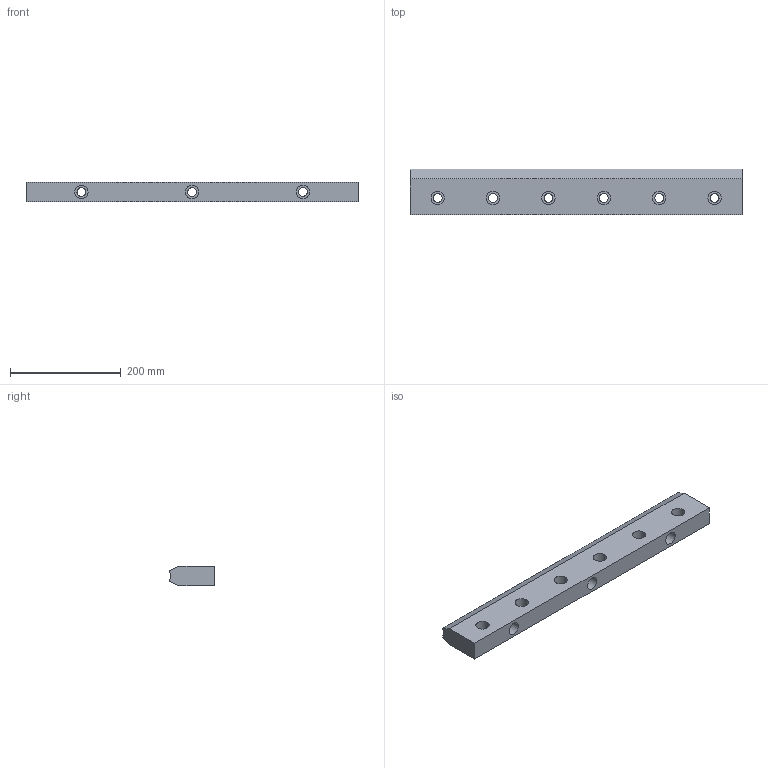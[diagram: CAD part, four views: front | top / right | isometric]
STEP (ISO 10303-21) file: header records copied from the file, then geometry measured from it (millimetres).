
FILE_DESCRIPTION( ( '' ), '1' );
FILE_NAME( 'wuf_50_2_03.stp', '2008-04-10T05:56:59', ( '' ), ( '' ), ' ', ' ', ' ' );
FILE_SCHEMA( ( 'CONFIG_CONTROL_DESIGN' ) );
Length unit declared in the file: millimetre
Products named in the file (1): 1
Bounding box: 599.5 x 81.88 x 35 mm (x, y, z)
Volume: 1484053.6 mm3; surface area: 162075.8 mm2
Topology: 1 solids, 1 shells, 54 faces, 132 edges, 86 vertices
Faces by surface type: cylinder 36, plane 18
Entity records: 1700 total; most frequent: DIRECTION 314, CARTESIAN_POINT 273, ORIENTED_EDGE 264, EDGE_CURVE 132, AXIS2_PLACEMENT_3D 127, VERTEX_POINT 86, EDGE_LOOP 78, CIRCLE 66
